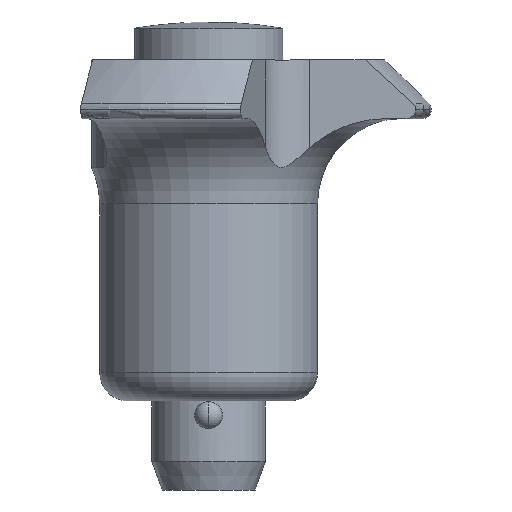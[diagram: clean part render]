
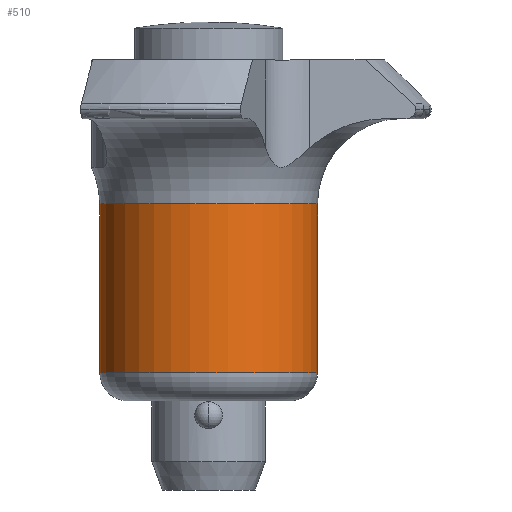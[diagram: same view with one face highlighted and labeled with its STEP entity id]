
A CAD part, front view. The second image highlights one B-rep face of the part: STEP entity #510.
In plain terms, the highlighted cylindrical face has radius 11.5 mm (diameter 23 mm), a partial arc.
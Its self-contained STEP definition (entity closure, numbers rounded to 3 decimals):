
#480=VERTEX_POINT('',#1090);
#510=ADVANCED_FACE('',(#1122),#1123,.T.);
#658=EDGE_CURVE('',#672,#734,#1283,.T.);
#672=VERTEX_POINT('',#1298);
#704=EDGE_CURVE('',#480,#734,#1331,.T.);
#734=VERTEX_POINT('',#1366);
#772=EDGE_CURVE('',#788,#672,#1407,.T.);
#788=VERTEX_POINT('',#1424);
#858=EDGE_CURVE('',#480,#788,#1499,.T.);
#1090=CARTESIAN_POINT('',(-11.5,0.,1.759));
#1122=FACE_OUTER_BOUND('',#2083,.T.);
#1123=CYLINDRICAL_SURFACE('',#2084,11.5);
#1283=LINE('',#2391,#2392);
#1298=CARTESIAN_POINT('',(11.5,0.,19.552));
#1331=CIRCLE('',#2551,11.5);
#1366=CARTESIAN_POINT('',(11.5,0.,1.759));
#1407=CIRCLE('',#2687,11.5);
#1424=CARTESIAN_POINT('',(-11.5,0.,19.552));
#1499=LINE('',#2901,#2902);
#2083=EDGE_LOOP('',(#3204,#3205,#3206,#3207));
#2084=AXIS2_PLACEMENT_3D('',#3208,#3209,#3210);
#2391=CARTESIAN_POINT('',(11.5,0.,11.328));
#2392=VECTOR('',#3404,1.0);
#2551=AXIS2_PLACEMENT_3D('',#3437,#3438,#3439);
#2687=AXIS2_PLACEMENT_3D('',#3542,#3543,#3544);
#2901=CARTESIAN_POINT('',(-11.5,0.,11.328));
#2902=VECTOR('',#3630,1.0);
#3204=ORIENTED_EDGE('',*,*,#858,.F.);
#3205=ORIENTED_EDGE('',*,*,#704,.T.);
#3206=ORIENTED_EDGE('',*,*,#658,.F.);
#3207=ORIENTED_EDGE('',*,*,#772,.F.);
#3208=CARTESIAN_POINT('',(0.,0.,11.328));
#3209=DIRECTION('',(-0.0,-0.0,-1.0));
#3210=DIRECTION('',(-1.0,0.,0.0));
#3404=DIRECTION('',(-0.0,-0.0,-1.0));
#3437=CARTESIAN_POINT('',(0.,0.,1.759));
#3438=DIRECTION('',(0.0,0.0,1.0));
#3439=DIRECTION('',(-1.0,0.,0.0));
#3542=CARTESIAN_POINT('',(0.,0.,19.552));
#3543=DIRECTION('',(0.0,0.0,1.0));
#3544=DIRECTION('',(-1.0,0.,0.0));
#3630=DIRECTION('',(0.0,0.0,1.0));
